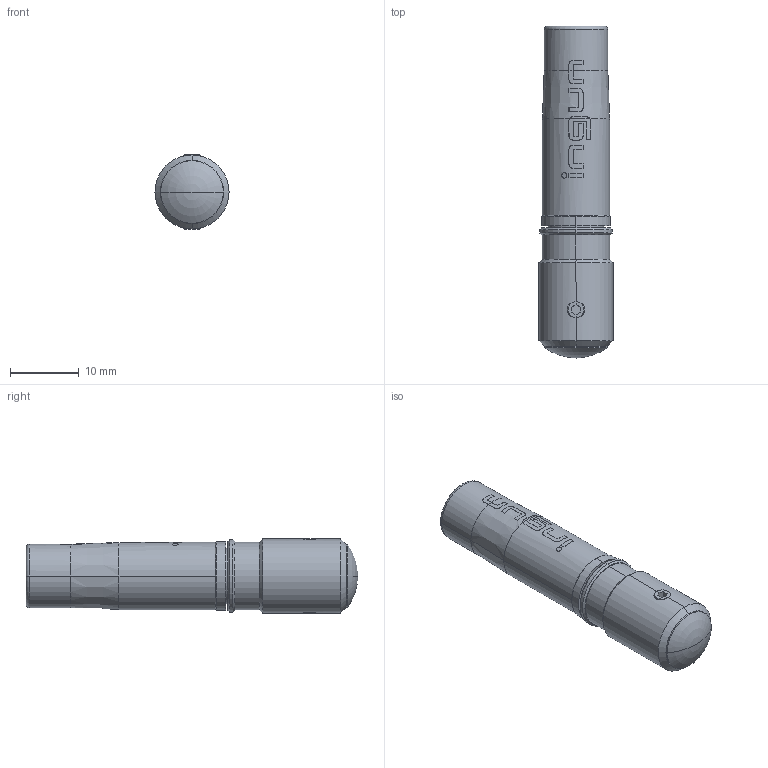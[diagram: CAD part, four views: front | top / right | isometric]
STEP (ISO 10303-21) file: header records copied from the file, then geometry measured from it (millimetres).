
FILE_DESCRIPTION (( 'STEP AP203' ), '1' );
FILE_NAME ('INGUN_DW-1-S.STEP', '2022-03-10T08:30:34', ( 'ochi' ), ( '' ), 'SwSTEP 2.0', 'SolidWorks 2018', '' );
FILE_SCHEMA (( 'CONFIG_CONTROL_DESIGN' ));
Length unit declared in the file: millimetre
Products named in the file (1): INGUN_DW-1-S
Bounding box: 10.75 x 48.2 x 10.75 mm (x, y, z)
Volume: 3244.8 mm3; surface area: 1957.8 mm2
Topology: 1 solids, 1 shells, 140 faces, 345 edges, 214 vertices
Faces by surface type: bspline 66, cylinder 25, plane 24, cone 21, torus 4
Entity records: 5973 total; most frequent: CARTESIAN_POINT 3197, ORIENTED_EDGE 682, EDGE_CURVE 341, DIRECTION 335, B_SPLINE_CURVE_WITH_KNOTS 216, VERTEX_POINT 214, EDGE_LOOP 151, FACE_OUTER_BOUND 140
